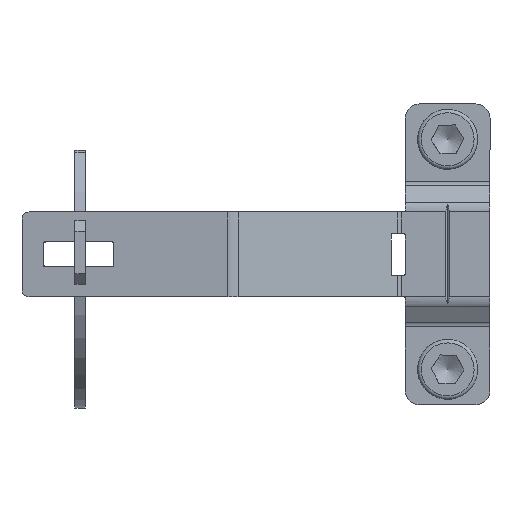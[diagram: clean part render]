
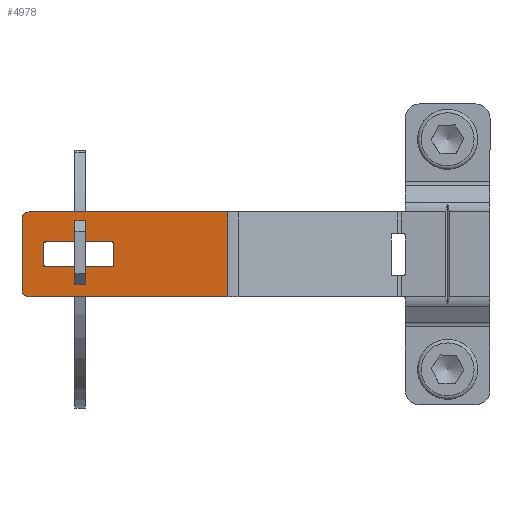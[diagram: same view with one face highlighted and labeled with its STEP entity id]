
A CAD part, front view. The second image highlights one B-rep face of the part: STEP entity #4978.
In plain terms, the highlighted planar face has unit normal (-0.07, -0.998, 0).
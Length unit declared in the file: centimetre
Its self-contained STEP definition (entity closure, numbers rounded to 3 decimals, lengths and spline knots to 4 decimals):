
#110=FACE_BOUND('',#845,.T.);
#204=CIRCLE('',#5339,0.025);
#206=CIRCLE('',#5343,0.025);
#208=CIRCLE('',#5347,0.025);
#210=CIRCLE('',#5351,0.025);
#218=CIRCLE('',#5373,0.1);
#219=CIRCLE('',#5376,0.1);
#566=FACE_OUTER_BOUND('',#844,.T.);
#844=EDGE_LOOP('',(#3626,#3627,#3628,#3629,#3630,#3631));
#845=EDGE_LOOP('',(#3632,#3633,#3634,#3635,#3636,#3637,#3638,#3639));
#1186=LINE('',#7735,#1620);
#1190=LINE('',#7747,#1624);
#1194=LINE('',#7759,#1628);
#1199=LINE('',#7771,#1633);
#1222=LINE('',#7840,#1656);
#1225=LINE('',#7846,#1659);
#1226=LINE('',#7848,#1660);
#1227=LINE('',#7850,#1661);
#1620=VECTOR('',#6228,1.);
#1624=VECTOR('',#6240,1.);
#1628=VECTOR('',#6252,1.);
#1633=VECTOR('',#6265,1.);
#1656=VECTOR('',#6330,1.);
#1659=VECTOR('',#6335,1.);
#1660=VECTOR('',#6336,1.);
#1661=VECTOR('',#6337,1.);
#2069=VERTEX_POINT('',#7725);
#2070=VERTEX_POINT('',#7726);
#2073=VERTEX_POINT('',#7734);
#2075=VERTEX_POINT('',#7740);
#2077=VERTEX_POINT('',#7746);
#2079=VERTEX_POINT('',#7752);
#2081=VERTEX_POINT('',#7758);
#2083=VERTEX_POINT('',#7764);
#2099=VERTEX_POINT('',#7833);
#2100=VERTEX_POINT('',#7835);
#2101=VERTEX_POINT('',#7839);
#2103=VERTEX_POINT('',#7845);
#2104=VERTEX_POINT('',#7847);
#2105=VERTEX_POINT('',#7849);
#2599=EDGE_CURVE('',#2069,#2070,#204,.T.);
#2603=EDGE_CURVE('',#2073,#2070,#1186,.T.);
#2606=EDGE_CURVE('',#2073,#2075,#206,.T.);
#2609=EDGE_CURVE('',#2077,#2075,#1190,.T.);
#2612=EDGE_CURVE('',#2077,#2079,#208,.T.);
#2615=EDGE_CURVE('',#2081,#2079,#1194,.T.);
#2618=EDGE_CURVE('',#2081,#2083,#210,.T.);
#2622=EDGE_CURVE('',#2069,#2083,#1199,.T.);
#2651=EDGE_CURVE('',#2099,#2100,#218,.T.);
#2653=EDGE_CURVE('',#2101,#2100,#1222,.T.);
#2656=EDGE_CURVE('',#2099,#2103,#1225,.T.);
#2657=EDGE_CURVE('',#2103,#2104,#1226,.T.);
#2658=EDGE_CURVE('',#2104,#2105,#1227,.T.);
#2659=EDGE_CURVE('',#2101,#2105,#219,.T.);
#3626=ORIENTED_EDGE('',*,*,#2651,.F.);
#3627=ORIENTED_EDGE('',*,*,#2656,.T.);
#3628=ORIENTED_EDGE('',*,*,#2657,.T.);
#3629=ORIENTED_EDGE('',*,*,#2658,.T.);
#3630=ORIENTED_EDGE('',*,*,#2659,.F.);
#3631=ORIENTED_EDGE('',*,*,#2653,.T.);
#3632=ORIENTED_EDGE('',*,*,#2615,.T.);
#3633=ORIENTED_EDGE('',*,*,#2612,.F.);
#3634=ORIENTED_EDGE('',*,*,#2609,.T.);
#3635=ORIENTED_EDGE('',*,*,#2606,.F.);
#3636=ORIENTED_EDGE('',*,*,#2603,.T.);
#3637=ORIENTED_EDGE('',*,*,#2599,.F.);
#3638=ORIENTED_EDGE('',*,*,#2622,.T.);
#3639=ORIENTED_EDGE('',*,*,#2618,.F.);
#4426=PLANE('',#5375);
#4978=ADVANCED_FACE('',(#566,#110),#4426,.F.);
#5339=AXIS2_PLACEMENT_3D('',#7727,#6220,#6221);
#5343=AXIS2_PLACEMENT_3D('',#7741,#6233,#6234);
#5347=AXIS2_PLACEMENT_3D('',#7753,#6245,#6246);
#5351=AXIS2_PLACEMENT_3D('',#7765,#6257,#6258);
#5373=AXIS2_PLACEMENT_3D('',#7836,#6325,#6326);
#5375=AXIS2_PLACEMENT_3D('',#7844,#6333,#6334);
#5376=AXIS2_PLACEMENT_3D('',#7851,#6338,#6339);
#6220=DIRECTION('center_axis',(-0.07,-0.998,0.));
#6221=DIRECTION('ref_axis',(0.705,-0.049,0.707));
#6228=DIRECTION('',(0.998,-0.07,0.));
#6233=DIRECTION('center_axis',(-0.07,-0.998,0.));
#6234=DIRECTION('ref_axis',(-0.705,0.049,0.707));
#6240=DIRECTION('',(0.,0.,1.));
#6245=DIRECTION('center_axis',(-0.07,-0.998,0.));
#6246=DIRECTION('ref_axis',(-0.705,0.049,-0.707));
#6252=DIRECTION('',(-0.998,0.07,0.));
#6257=DIRECTION('center_axis',(-0.07,-0.998,0.));
#6258=DIRECTION('ref_axis',(0.705,-0.049,-0.707));
#6265=DIRECTION('',(0.,0.,-1.));
#6325=DIRECTION('center_axis',(0.07,0.998,0.));
#6326=DIRECTION('ref_axis',(-0.705,0.049,-0.707));
#6330=DIRECTION('',(0.,0.,-1.));
#6333=DIRECTION('center_axis',(0.07,0.998,0.));
#6334=DIRECTION('ref_axis',(0.,0.,
-1.));
#6335=DIRECTION('',(0.998,-0.07,0.));
#6336=DIRECTION('',(0.,0.,1.));
#6337=DIRECTION('',(-0.998,0.07,0.));
#6338=DIRECTION('center_axis',(0.07,0.998,0.));
#6339=DIRECTION('ref_axis',(-0.705,0.049,0.707));
#7725=CARTESIAN_POINT('',(-5.3262,-2.3628,0.15));
#7726=CARTESIAN_POINT('',(-5.3511,-2.361,0.175));
#7727=CARTESIAN_POINT('Origin',(-5.3511,-2.361,0.15));
#7734=CARTESIAN_POINT('',(-6.2988,-2.2948,0.175));
#7735=CARTESIAN_POINT('',(-3.2812,-2.5058,0.175));
#7740=CARTESIAN_POINT('',(-6.3238,-2.293,0.15));
#7741=CARTESIAN_POINT('Origin',(-6.2988,-2.2948,0.15));
#7746=CARTESIAN_POINT('',(-6.3238,-2.293,-0.15));
#7747=CARTESIAN_POINT('',(-6.3238,-2.293,-0.0875));
#7752=CARTESIAN_POINT('',(-6.2988,-2.2948,-0.175));
#7753=CARTESIAN_POINT('Origin',(-6.2988,-2.2948,-0.15));
#7758=CARTESIAN_POINT('',(-5.3511,-2.361,-0.175));
#7759=CARTESIAN_POINT('',(-2.7824,-2.5406,-0.175));
#7764=CARTESIAN_POINT('',(-5.3262,-2.3628,-0.15));
#7765=CARTESIAN_POINT('Origin',(-5.3511,-2.361,-0.15));
#7771=CARTESIAN_POINT('',(-5.3262,-2.3628,0.0875));
#7833=CARTESIAN_POINT('',(-6.5233,-2.2791,-0.6));
#7835=CARTESIAN_POINT('',(-6.623,-2.2721,-0.5));
#7836=CARTESIAN_POINT('Origin',(-6.5233,-2.2791,-0.5));
#7839=CARTESIAN_POINT('',(-6.623,-2.2721,0.5));
#7840=CARTESIAN_POINT('',(-6.623,-2.2721,0.6));
#7844=CARTESIAN_POINT('Origin',(-0.2386,-2.7185,0.));
#7845=CARTESIAN_POINT('',(-3.7114,-2.4757,-0.6));
#7846=CARTESIAN_POINT('',(-6.623,-2.2721,-0.6));
#7847=CARTESIAN_POINT('',(-3.7114,-2.4757,0.6));
#7848=CARTESIAN_POINT('',(-3.7114,-2.4757,-0.3));
#7849=CARTESIAN_POINT('',(-6.5233,-2.2791,0.6));
#7850=CARTESIAN_POINT('',(-0.8372,-2.6767,0.6));
#7851=CARTESIAN_POINT('Origin',(-6.5233,-2.2791,0.5));
